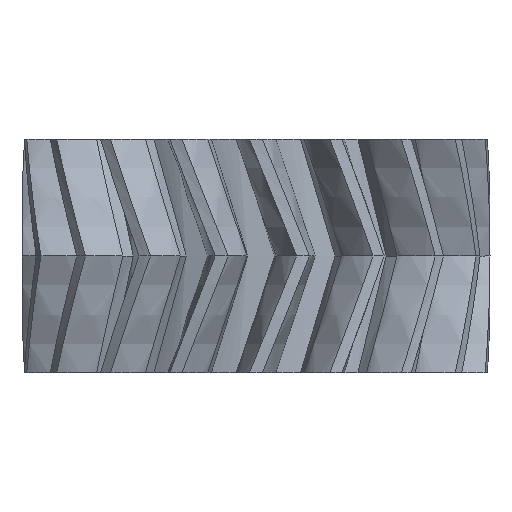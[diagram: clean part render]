
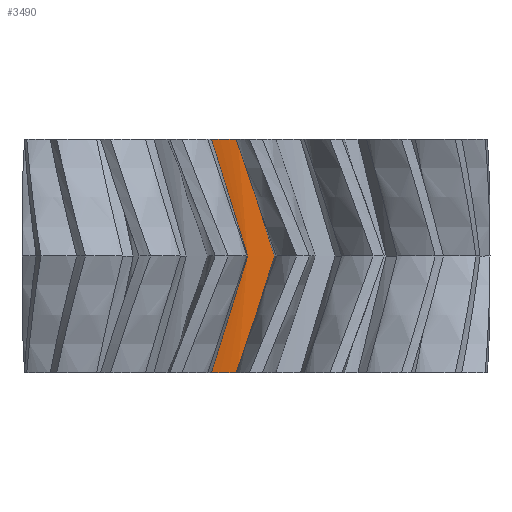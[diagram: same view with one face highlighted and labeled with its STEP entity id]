
A CAD part, left-side view. The second image highlights one B-rep face of the part: STEP entity #3490.
In plain terms, the highlighted cylindrical face has radius 15.5 mm (diameter 31 mm), a partial arc.
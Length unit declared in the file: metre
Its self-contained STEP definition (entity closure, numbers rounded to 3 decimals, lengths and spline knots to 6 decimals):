
#441=B_SPLINE_CURVE_WITH_KNOTS('',3,(#7758,#7759,#7760,#7761,#7762,#7763),
 .UNSPECIFIED.,.F.,.F.,(4,2,4),(0.,0.522935,1.047288),
 .UNSPECIFIED.);
#449=B_SPLINE_CURVE_WITH_KNOTS('',3,(#8050,#8051,#8052,#8053,#8054,#8055),
 .UNSPECIFIED.,.F.,.F.,(4,2,4),(0.,0.522935,1.047288),
 .UNSPECIFIED.);
#451=B_SPLINE_CURVE_WITH_KNOTS('',3,(#8144,#8145,#8146,#8147,#8148,#8149),
 .UNSPECIFIED.,.F.,.F.,(4,2,4),(-1.047381,-0.524437,-0.000077),
 .UNSPECIFIED.);
#452=B_SPLINE_CURVE_WITH_KNOTS('',3,(#8150,#8151,#8152,#8153,#8154,#8155),
 .UNSPECIFIED.,.F.,.F.,(4,2,4),(-1.047381,-0.524437,-0.000077),
 .UNSPECIFIED.);
#575=CIRCLE('',#3720,0.0155);
#576=CIRCLE('',#3721,0.0155);
#602=CYLINDRICAL_SURFACE('',#3719,0.0155);
#716=FACE_OUTER_BOUND('',#922,.T.);
#922=EDGE_LOOP('',(#2717,#2718,#2719,#2720,#2721,#2722));
#1521=VERTEX_POINT('',#7755);
#1522=VERTEX_POINT('',#7757);
#1533=VERTEX_POINT('',#8049);
#1535=VERTEX_POINT('',#8139);
#1536=VERTEX_POINT('',#8141);
#1537=VERTEX_POINT('',#8143);
#1969=EDGE_CURVE('',#1521,#1522,#441,.T.);
#1988=EDGE_CURVE('',#1533,#1522,#449,.T.);
#1993=EDGE_CURVE('',#1535,#1533,#575,.T.);
#1994=EDGE_CURVE('',#1536,#1521,#576,.T.);
#1995=EDGE_CURVE('',#1536,#1537,#451,.T.);
#1996=EDGE_CURVE('',#1535,#1537,#452,.T.);
#2717=ORIENTED_EDGE('',*,*,#1993,.T.);
#2718=ORIENTED_EDGE('',*,*,#1988,.T.);
#2719=ORIENTED_EDGE('',*,*,#1969,.F.);
#2720=ORIENTED_EDGE('',*,*,#1994,.F.);
#2721=ORIENTED_EDGE('',*,*,#1995,.T.);
#2722=ORIENTED_EDGE('',*,*,#1996,.F.);
#3490=ADVANCED_FACE('',(#716),#602,.T.);
#3719=AXIS2_PLACEMENT_3D('',#8138,#4122,#4123);
#3720=AXIS2_PLACEMENT_3D('',#8140,#4124,#4125);
#3721=AXIS2_PLACEMENT_3D('',#8142,#4126,#4127);
#4122=DIRECTION('center_axis',(0.,0.,-1.));
#4123=DIRECTION('ref_axis',(-1.,0.,0.));
#4124=DIRECTION('center_axis',(0.,0.,1.));
#4125=DIRECTION('ref_axis',(1.,0.,0.));
#4126=DIRECTION('center_axis',(0.,0.,1.));
#4127=DIRECTION('ref_axis',(1.,0.,0.));
#7755=CARTESIAN_POINT('',(-0.015421,0.001558,0.02));
#7757=CARTESIAN_POINT('',(-0.01542,-0.001568,0.01));
#7758=CARTESIAN_POINT('Ctrl Pts',(-0.015421,0.001558,
0.02));
#7759=CARTESIAN_POINT('Ctrl Pts',(-0.015474,0.001037,
0.018338));
#7760=CARTESIAN_POINT('Ctrl Pts',(-0.0155,0.000515,
0.016671));
#7761=CARTESIAN_POINT('Ctrl Pts',(-0.0155,-0.000527,
0.013339));
#7762=CARTESIAN_POINT('Ctrl Pts',(-0.015473,-0.001049,
0.011668));
#7763=CARTESIAN_POINT('Ctrl Pts',(-0.01542,-0.001568,
0.01));
#8049=CARTESIAN_POINT('',(-0.015421,0.001558,0.));
#8050=CARTESIAN_POINT('Ctrl Pts',(-0.015421,0.001558,
0.));
#8051=CARTESIAN_POINT('Ctrl Pts',(-0.015474,0.001037,
0.001662));
#8052=CARTESIAN_POINT('Ctrl Pts',(-0.0155,0.000515,
0.003329));
#8053=CARTESIAN_POINT('Ctrl Pts',(-0.0155,-0.000527,
0.006661));
#8054=CARTESIAN_POINT('Ctrl Pts',(-0.015473,-0.001049,
0.008332));
#8055=CARTESIAN_POINT('Ctrl Pts',(-0.01542,-0.001568,
0.01));
#8138=CARTESIAN_POINT('Origin',(0.,0.,0.02));
#8139=CARTESIAN_POINT('',(-0.015024,0.00381,0.));
#8140=CARTESIAN_POINT('Origin',(0.,0.,0.));
#8141=CARTESIAN_POINT('',(-0.015024,0.00381,0.02));
#8142=CARTESIAN_POINT('Origin',(0.,0.,0.02));
#8143=CARTESIAN_POINT('',(-0.015483,0.000718,0.01));
#8144=CARTESIAN_POINT('Ctrl Pts',(-0.015024,0.00381,
0.02));
#8145=CARTESIAN_POINT('Ctrl Pts',(-0.015153,0.003302,
0.018338));
#8146=CARTESIAN_POINT('Ctrl Pts',(-0.015256,0.00279,
0.016671));
#8147=CARTESIAN_POINT('Ctrl Pts',(-0.015409,0.00176,
0.013339));
#8148=CARTESIAN_POINT('Ctrl Pts',(-0.015459,0.00124,
0.011668));
#8149=CARTESIAN_POINT('Ctrl Pts',(-0.015483,0.000718,
0.01));
#8150=CARTESIAN_POINT('Ctrl Pts',(-0.015024,0.00381,
0.));
#8151=CARTESIAN_POINT('Ctrl Pts',(-0.015153,0.003302,
0.001662));
#8152=CARTESIAN_POINT('Ctrl Pts',(-0.015256,0.00279,
0.003329));
#8153=CARTESIAN_POINT('Ctrl Pts',(-0.015409,0.00176,
0.006661));
#8154=CARTESIAN_POINT('Ctrl Pts',(-0.015459,0.00124,
0.008332));
#8155=CARTESIAN_POINT('Ctrl Pts',(-0.015483,0.000718,
0.01));
